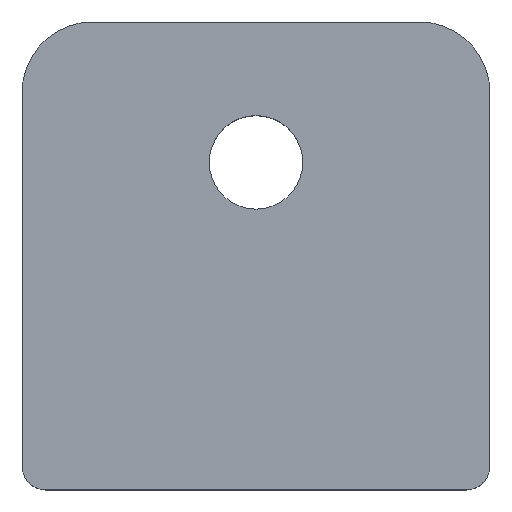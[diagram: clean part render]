
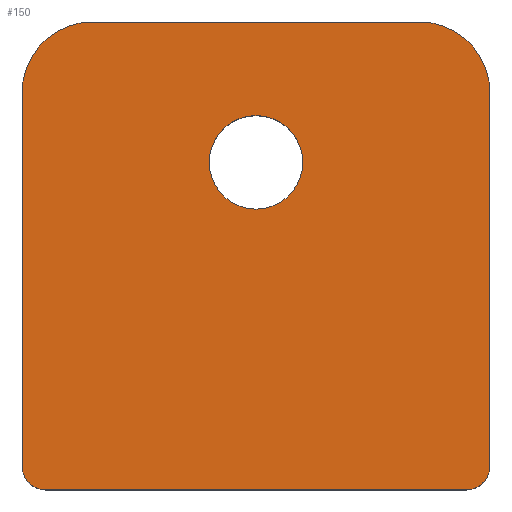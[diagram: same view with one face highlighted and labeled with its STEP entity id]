
A CAD part, top view. The second image highlights one B-rep face of the part: STEP entity #150.
In plain terms, the highlighted planar face has unit normal (0, 0, 1).
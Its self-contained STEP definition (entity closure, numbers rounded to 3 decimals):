
#14 = AXIS2_PLACEMENT_3D ( 'NONE', #128, #481, #478 ) ;
#20 = EDGE_CURVE ( 'NONE', #218, #103, #246, .T. ) ;
#24 = EDGE_CURVE ( 'NONE', #572, #239, #165, .T. ) ;
#33 = CARTESIAN_POINT ( 'NONE',  ( -10., -10., 5. ) ) ;
#38 = AXIS2_PLACEMENT_3D ( 'NONE', #172, #84, #387 ) ;
#45 = AXIS2_PLACEMENT_3D ( 'NONE', #346, #130, #575 ) ;
#48 = CIRCLE ( 'NONE', #241, 1. ) ;
#50 = DIRECTION ( 'NONE',  ( 0., 0., -1. ) ) ;
#52 = VERTEX_POINT ( 'NONE', #344 ) ;
#57 = ORIENTED_EDGE ( 'NONE', *, *, #555, .T. ) ;
#67 = ORIENTED_EDGE ( 'NONE', *, *, #20, .T. ) ;
#74 = LINE ( 'NONE', #153, #356 ) ;
#84 = DIRECTION ( 'NONE',  ( 0., 0., 1. ) ) ;
#85 = AXIS2_PLACEMENT_3D ( 'NONE', #507, #240, #417 ) ;
#89 = EDGE_CURVE ( 'NONE', #183, #218, #573, .T. ) ;
#92 = EDGE_CURVE ( 'NONE', #191, #52, #517, .T. ) ;
#98 = ORIENTED_EDGE ( 'NONE', *, *, #181, .T. ) ;
#103 = VERTEX_POINT ( 'NONE', #168 ) ;
#116 = ORIENTED_EDGE ( 'NONE', *, *, #309, .T. ) ;
#124 = AXIS2_PLACEMENT_3D ( 'NONE', #364, #50, #221 ) ;
#126 = EDGE_LOOP ( 'NONE', ( #67, #515, #116, #57, #226, #98, #361, #250 ) ) ;
#128 = CARTESIAN_POINT ( 'NONE',  ( 0., 4., 5. ) ) ;
#130 = DIRECTION ( 'NONE',  ( 0., 0., 1. ) ) ;
#138 = DIRECTION ( 'NONE',  ( 0., -1., 0. ) ) ;
#144 = ORIENTED_EDGE ( 'NONE', *, *, #92, .F. ) ;
#148 = CIRCLE ( 'NONE', #45, 3. ) ;
#149 = DIRECTION ( 'NONE',  ( -1., 0., 0. ) ) ;
#150 = ADVANCED_FACE ( 'NONE', ( #405, #308 ), #371, .F. ) ;
#153 = CARTESIAN_POINT ( 'NONE',  ( 10., -10., 5. ) ) ;
#154 = CIRCLE ( 'NONE', #205, 3. ) ;
#165 = LINE ( 'NONE', #430, #514 ) ;
#168 = CARTESIAN_POINT ( 'NONE',  ( 9., -10., 5. ) ) ;
#172 = CARTESIAN_POINT ( 'NONE',  ( -9., -9., 5. ) ) ;
#181 = EDGE_CURVE ( 'NONE', #239, #523, #154, .T. ) ;
#183 = VERTEX_POINT ( 'NONE', #451 ) ;
#191 = VERTEX_POINT ( 'NONE', #267 ) ;
#200 = CARTESIAN_POINT ( 'NONE',  ( -10., 7., 5. ) ) ;
#203 = CARTESIAN_POINT ( 'NONE',  ( 7., 10., 5. ) ) ;
#205 = AXIS2_PLACEMENT_3D ( 'NONE', #546, #262, #315 ) ;
#209 = EDGE_CURVE ( 'NONE', #523, #183, #540, .T. ) ;
#218 = VERTEX_POINT ( 'NONE', #410 ) ;
#221 = DIRECTION ( 'NONE',  ( -1., 0., 0. ) ) ;
#226 = ORIENTED_EDGE ( 'NONE', *, *, #24, .T. ) ;
#239 = VERTEX_POINT ( 'NONE', #461 ) ;
#240 = DIRECTION ( 'NONE',  ( 0., 0., 1. ) ) ;
#241 = AXIS2_PLACEMENT_3D ( 'NONE', #565, #516, #149 ) ;
#246 = LINE ( 'NONE', #33, #316 ) ;
#250 = ORIENTED_EDGE ( 'NONE', *, *, #89, .T. ) ;
#262 = DIRECTION ( 'NONE',  ( 0., 0., 1. ) ) ;
#267 = CARTESIAN_POINT ( 'NONE',  ( 2., 4., 5. ) ) ;
#282 = DIRECTION ( 'NONE',  ( 0., 1., 0. ) ) ;
#296 = EDGE_LOOP ( 'NONE', ( #144, #345 ) ) ;
#299 = VERTEX_POINT ( 'NONE', #467 ) ;
#308 = FACE_OUTER_BOUND ( 'NONE', #126, .T. ) ;
#309 = EDGE_CURVE ( 'NONE', #445, #299, #74, .T. ) ;
#315 = DIRECTION ( 'NONE',  ( -1., 0., 0. ) ) ;
#316 = VECTOR ( 'NONE', #583, 1000. ) ;
#331 = CIRCLE ( 'NONE', #85, 2. ) ;
#335 = EDGE_CURVE ( 'NONE', #52, #191, #331, .T. ) ;
#344 = CARTESIAN_POINT ( 'NONE',  ( -2., 4., 5. ) ) ;
#345 = ORIENTED_EDGE ( 'NONE', *, *, #335, .F. ) ;
#346 = CARTESIAN_POINT ( 'NONE',  ( 7., 7., 5. ) ) ;
#356 = VECTOR ( 'NONE', #282, 1000. ) ;
#361 = ORIENTED_EDGE ( 'NONE', *, *, #209, .T. ) ;
#362 = CARTESIAN_POINT ( 'NONE',  ( -10., -10., 5. ) ) ;
#364 = CARTESIAN_POINT ( 'NONE',  ( 0., 0., 5. ) ) ;
#371 = PLANE ( 'NONE',  #124 ) ;
#379 = CARTESIAN_POINT ( 'NONE',  ( 10., -9., 5. ) ) ;
#387 = DIRECTION ( 'NONE',  ( -1., 0., 0. ) ) ;
#405 = FACE_BOUND ( 'NONE', #296, .T. ) ;
#410 = CARTESIAN_POINT ( 'NONE',  ( -9., -10., 5. ) ) ;
#417 = DIRECTION ( 'NONE',  ( 1., 0., 0. ) ) ;
#418 = VECTOR ( 'NONE', #138, 1000. ) ;
#424 = EDGE_CURVE ( 'NONE', #103, #445, #48, .T. ) ;
#430 = CARTESIAN_POINT ( 'NONE',  ( -10., 10., 5. ) ) ;
#445 = VERTEX_POINT ( 'NONE', #379 ) ;
#451 = CARTESIAN_POINT ( 'NONE',  ( -10., -9., 5. ) ) ;
#461 = CARTESIAN_POINT ( 'NONE',  ( -7., 10., 5. ) ) ;
#467 = CARTESIAN_POINT ( 'NONE',  ( 10., 7., 5. ) ) ;
#478 = DIRECTION ( 'NONE',  ( 1., 0., 0. ) ) ;
#481 = DIRECTION ( 'NONE',  ( 0., 0., 1. ) ) ;
#507 = CARTESIAN_POINT ( 'NONE',  ( 0., 4., 5. ) ) ;
#514 = VECTOR ( 'NONE', #579, 1000. ) ;
#515 = ORIENTED_EDGE ( 'NONE', *, *, #424, .T. ) ;
#516 = DIRECTION ( 'NONE',  ( 0., 0., 1. ) ) ;
#517 = CIRCLE ( 'NONE', #14, 2. ) ;
#523 = VERTEX_POINT ( 'NONE', #200 ) ;
#540 = LINE ( 'NONE', #362, #418 ) ;
#546 = CARTESIAN_POINT ( 'NONE',  ( -7., 7., 5. ) ) ;
#555 = EDGE_CURVE ( 'NONE', #299, #572, #148, .T. ) ;
#565 = CARTESIAN_POINT ( 'NONE',  ( 9., -9., 5. ) ) ;
#572 = VERTEX_POINT ( 'NONE', #203 ) ;
#573 = CIRCLE ( 'NONE', #38, 1. ) ;
#575 = DIRECTION ( 'NONE',  ( -1., 0., 0. ) ) ;
#579 = DIRECTION ( 'NONE',  ( -1., 0., 0. ) ) ;
#583 = DIRECTION ( 'NONE',  ( 1., 0., 0. ) ) ;
